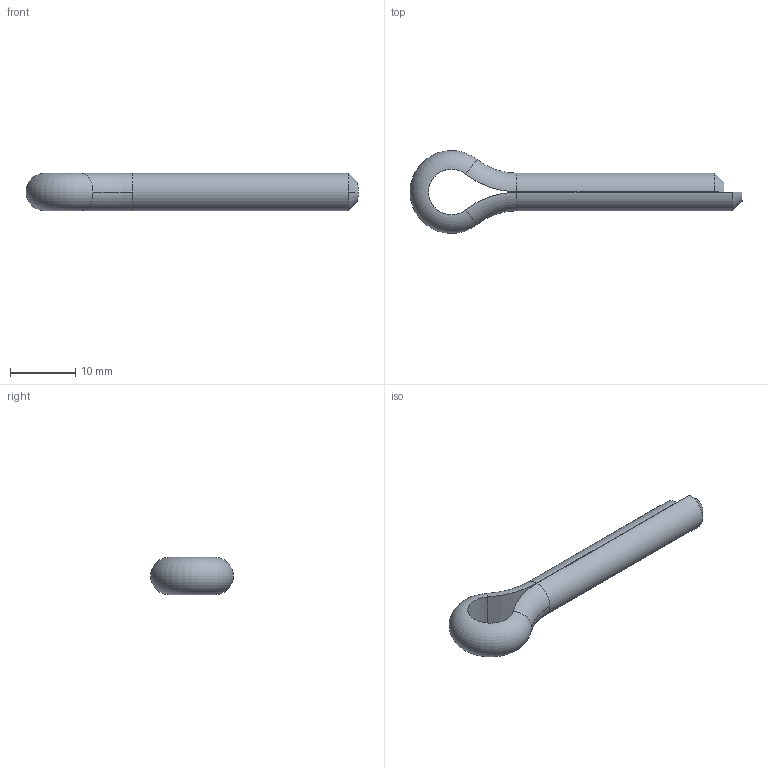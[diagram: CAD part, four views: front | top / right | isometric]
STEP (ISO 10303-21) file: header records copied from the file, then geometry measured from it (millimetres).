
FILE_DESCRIPTION (( 'STEP AP203' ), '1' );
FILE_NAME ('90520A122.STEP', '2018-10-22T15:35:23', ( '' ), ( '' ), 'SwSTEP 2.0', 'SolidWorks 2014', '' );
FILE_SCHEMA (( 'CONFIG_CONTROL_DESIGN' ));
Length unit declared in the file: inch
Products named in the file (1): 90520A122
Bounding box: 50.89 x 12.7 x 5.71 mm (x, y, z)
Volume: 1301.3 mm3; surface area: 1507.4 mm2
Topology: 1 solids, 1 shells, 18 faces, 39 edges, 23 vertices
Faces by surface type: cylinder 6, torus 5, plane 4, cone 3
Entity records: 573 total; most frequent: DIRECTION 100, CARTESIAN_POINT 81, ORIENTED_EDGE 78, AXIS2_PLACEMENT_3D 42, EDGE_CURVE 39, CIRCLE 23, VERTEX_POINT 23, FACE_OUTER_BOUND 18
